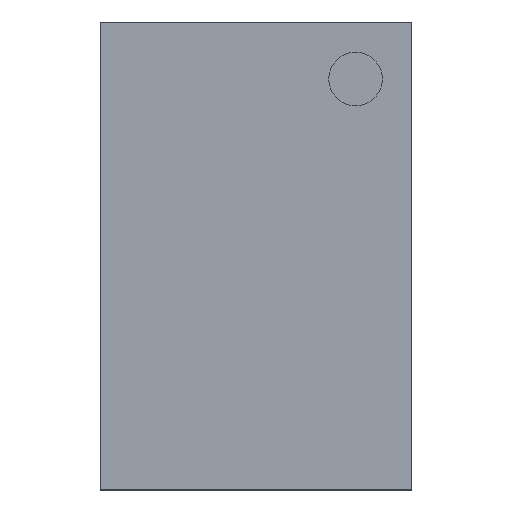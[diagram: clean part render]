
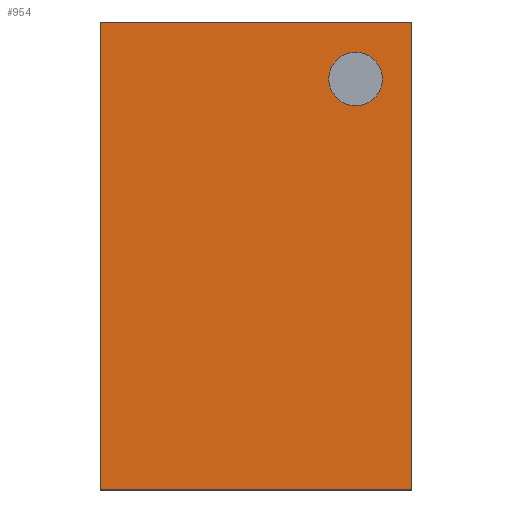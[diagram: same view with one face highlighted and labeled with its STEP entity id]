
A CAD part, top view. The second image highlights one B-rep face of the part: STEP entity #954.
In plain terms, the highlighted planar face has unit normal (0, 0, 1).
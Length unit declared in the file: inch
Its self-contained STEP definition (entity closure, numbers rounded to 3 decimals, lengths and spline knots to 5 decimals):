
#23=FACE_BOUND('',#195,.T.);
#85=PLANE('',#1038);
#131=FACE_OUTER_BOUND('',#194,.T.);
#194=EDGE_LOOP('',(#758,#759,#760,#761));
#195=EDGE_LOOP('',(#762));
#282=LINE('',#1455,#390);
#284=LINE('',#1459,#392);
#286=LINE('',#1463,#394);
#288=LINE('',#1466,#396);
#390=VECTOR('',#1169,0.3937);
#392=VECTOR('',#1173,0.3937);
#394=VECTOR('',#1177,0.3937);
#396=VECTOR('',#1181,0.3937);
#456=CIRCLE('',#1020,0.00676);
#474=VERTEX_POINT('',#1348);
#521=VERTEX_POINT('',#1452);
#522=VERTEX_POINT('',#1454);
#523=VERTEX_POINT('',#1458);
#524=VERTEX_POINT('',#1462);
#559=EDGE_CURVE('',#474,#474,#456,.T.);
#610=EDGE_CURVE('',#522,#521,#282,.T.);
#612=EDGE_CURVE('',#523,#522,#284,.T.);
#614=EDGE_CURVE('',#524,#523,#286,.T.);
#616=EDGE_CURVE('',#521,#524,#288,.T.);
#758=ORIENTED_EDGE('',*,*,#616,.T.);
#759=ORIENTED_EDGE('',*,*,#614,.T.);
#760=ORIENTED_EDGE('',*,*,#612,.T.);
#761=ORIENTED_EDGE('',*,*,#610,.T.);
#762=ORIENTED_EDGE('',*,*,#559,.T.);
#954=ADVANCED_FACE('',(#131,#23),#85,.T.);
#1020=AXIS2_PLACEMENT_3D('',#1350,#1097,#1098);
#1038=AXIS2_PLACEMENT_3D('',#1467,#1182,#1183);
#1097=DIRECTION('center_axis',(0.,0.,-1.));
#1098=DIRECTION('ref_axis',(-1.,0.,0.));
#1169=DIRECTION('',(0.,1.,0.));
#1173=DIRECTION('',(1.,0.,0.));
#1177=DIRECTION('',(0.,-1.,0.));
#1181=DIRECTION('',(-1.,0.,0.));
#1182=DIRECTION('center_axis',(0.,0.,1.));
#1183=DIRECTION('ref_axis',(1.,0.,0.));
#1348=CARTESIAN_POINT('',(0.03189,0.04468,0.02953));
#1350=CARTESIAN_POINT('Origin',(0.02513,0.04468,0.02953));
#1452=CARTESIAN_POINT('',(0.03937,0.05906,0.02953));
#1454=CARTESIAN_POINT('',(0.03937,-0.05906,0.02953));
#1455=CARTESIAN_POINT('',(0.03937,0.05906,0.02953));
#1458=CARTESIAN_POINT('',(-0.03937,-0.05906,0.02953));
#1459=CARTESIAN_POINT('',(0.03937,-0.05906,0.02953));
#1462=CARTESIAN_POINT('',(-0.03937,0.05906,0.02953));
#1463=CARTESIAN_POINT('',(-0.03937,-0.05906,0.02953));
#1466=CARTESIAN_POINT('',(-0.03937,0.05906,0.02953));
#1467=CARTESIAN_POINT('Origin',(0.,0.,0.02953));
